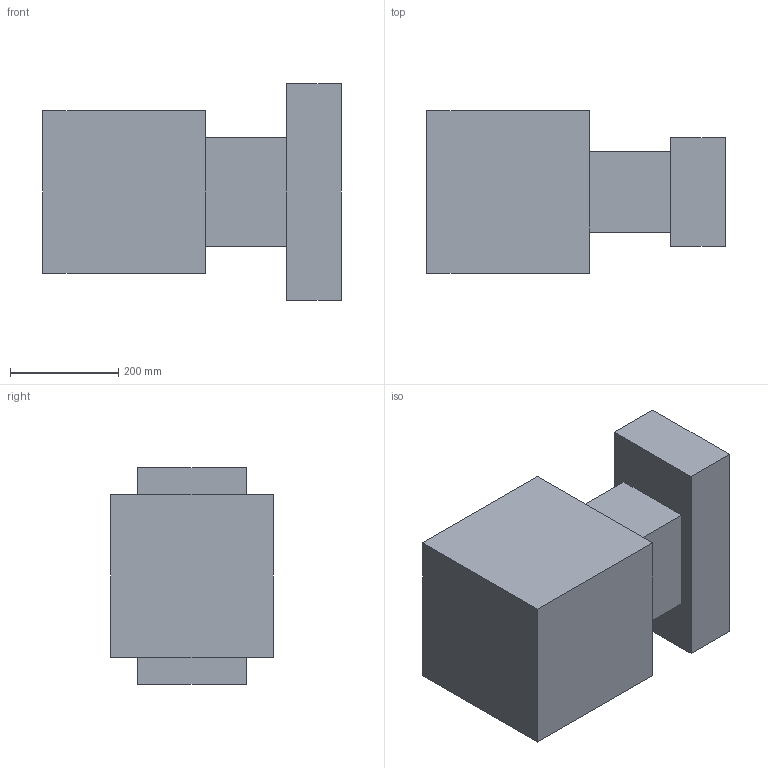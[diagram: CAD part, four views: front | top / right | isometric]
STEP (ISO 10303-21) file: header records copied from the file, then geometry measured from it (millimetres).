
FILE_DESCRIPTION((''),'2;1');
FILE_NAME('','2022-08-11T10:20:46.524594',('Author'),(''),'Volmdlr v0.4.1.dev159+g04ce395d','','Unknown');
FILE_SCHEMA(('AUTOMOTIVE_DESIGN { 1 0 10303 214 1 1 1 1 }'));
Length unit declared in the file: millimetre
Bounding box: 550 x 300 x 400 mm (x, y, z)
Surface area: 865000 mm2 (no closed solid volume)
Topology: 0 solids, 16 shells, 16 faces, 72 edges, 72 vertices
Faces by surface type: plane 16
Entity records: 880 total; most frequent: CARTESIAN_POINT 233, VERTEX_POINT 144, DIRECTION 106, VECTOR 72, LINE 72, EDGE_CURVE 72, ORIENTED_EDGE 72, EDGE_LOOP 18
